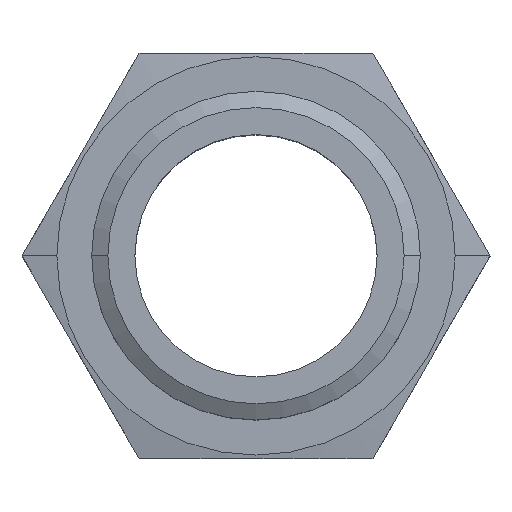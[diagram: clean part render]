
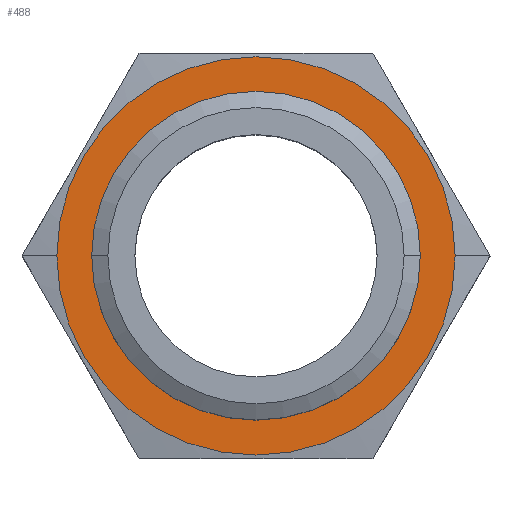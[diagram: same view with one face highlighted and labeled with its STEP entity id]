
A CAD part, top view. The second image highlights one B-rep face of the part: STEP entity #488.
In plain terms, the highlighted planar face has unit normal (0, 0, 1).
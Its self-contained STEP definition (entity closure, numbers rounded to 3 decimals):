
#153 = EDGE_CURVE ( 'NONE', #154, #155, #687, .T. ) ;
#154 = VERTEX_POINT ( 'NONE', #677 ) ;
#155 = VERTEX_POINT ( 'NONE', #676 ) ;
#157 = EDGE_CURVE ( 'NONE', #158, #159, #675, .T. ) ;
#158 = VERTEX_POINT ( 'NONE', #670 ) ;
#159 = VERTEX_POINT ( 'NONE', #669 ) ;
#250 = EDGE_CURVE ( 'NONE', #159, #158, #906, .T. ) ;
#464 = ORIENTED_EDGE ( 'NONE', *, *, #157, .F. ) ;
#465 = ORIENTED_EDGE ( 'NONE', *, *, #250, .F. ) ;
#466 = EDGE_LOOP ( 'NONE', ( #467, #469 ) ) ;
#467 = ORIENTED_EDGE ( 'NONE', *, *, #468, .T. ) ;
#468 = EDGE_CURVE ( 'NONE', #155, #154, #1149, .T. ) ;
#469 = ORIENTED_EDGE ( 'NONE', *, *, #153, .T. ) ;
#488 = ADVANCED_FACE ( 'NONE', ( #1240, #1313 ), #1235, .F. ) ;
#489 = EDGE_LOOP ( 'NONE', ( #464, #465 ) ) ;
#669 = CARTESIAN_POINT ( 'NONE',  ( -16.625, 0., 5.5 ) ) ;
#670 = CARTESIAN_POINT ( 'NONE',  ( 16.625, 0., 5.5 ) ) ;
#671 = DIRECTION ( 'NONE',  ( 1., 0., 0. ) ) ;
#672 = DIRECTION ( 'NONE',  ( 0., 0., 1. ) ) ;
#673 = CARTESIAN_POINT ( 'NONE',  ( 0., 0., 5.5 ) ) ;
#674 = AXIS2_PLACEMENT_3D ( 'NONE', #673, #672, #671 ) ;
#675 = CIRCLE ( 'NONE', #674, 16.625 ) ;
#676 = CARTESIAN_POINT ( 'NONE',  ( -20.148, 0., 5.5 ) ) ;
#677 = CARTESIAN_POINT ( 'NONE',  ( 20.148, 0., 5.5 ) ) ;
#678 = DIRECTION ( 'NONE',  ( 1., 0., 0. ) ) ;
#679 = DIRECTION ( 'NONE',  ( 0., 0., 1. ) ) ;
#680 = CARTESIAN_POINT ( 'NONE',  ( 0., 0., 5.5 ) ) ;
#681 = AXIS2_PLACEMENT_3D ( 'NONE', #680, #679, #678 ) ;
#687 = CIRCLE ( 'NONE', #681, 20.148 ) ;
#902 = DIRECTION ( 'NONE',  ( 1., 0., 0. ) ) ;
#903 = DIRECTION ( 'NONE',  ( 0., 0., 1. ) ) ;
#904 = CARTESIAN_POINT ( 'NONE',  ( 0., 0., 5.5 ) ) ;
#905 = AXIS2_PLACEMENT_3D ( 'NONE', #904, #903, #902 ) ;
#906 = CIRCLE ( 'NONE', #905, 16.625 ) ;
#1141 = DIRECTION ( 'NONE',  ( 1., 0., 0. ) ) ;
#1142 = DIRECTION ( 'NONE',  ( 0., 0., 1. ) ) ;
#1143 = CARTESIAN_POINT ( 'NONE',  ( 0., 0., 5.5 ) ) ;
#1144 = AXIS2_PLACEMENT_3D ( 'NONE', #1143, #1142, #1141 ) ;
#1149 = CIRCLE ( 'NONE', #1144, 20.148 ) ;
#1213 = DIRECTION ( 'NONE',  ( 0., 0., -1. ) ) ;
#1214 = CARTESIAN_POINT ( 'NONE',  ( 0., 23.671, 5.5 ) ) ;
#1234 = DIRECTION ( 'NONE',  ( -1., 0., 0. ) ) ;
#1235 = PLANE ( 'NONE',  #1312 ) ;
#1240 = FACE_BOUND ( 'NONE', #489, .T. ) ;
#1312 = AXIS2_PLACEMENT_3D ( 'NONE', #1214, #1213, #1234 ) ;
#1313 = FACE_OUTER_BOUND ( 'NONE', #466, .T. ) ;
